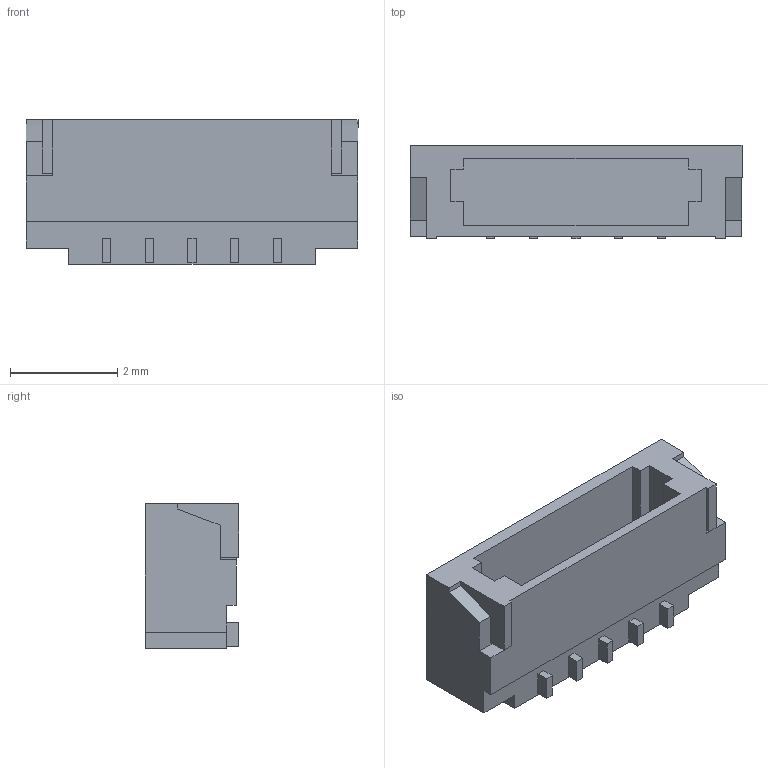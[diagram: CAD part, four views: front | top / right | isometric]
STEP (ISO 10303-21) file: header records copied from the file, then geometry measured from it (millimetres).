
FILE_DESCRIPTION (( 'STEP AP214' ), '1' );
FILE_NAME ('SM05B-SURS-TF.STEP', '2010-06-18T02:03:17', ( ' ' ), ( ' ' ), 'SwSTEP 2.0', 'SolidWorks 2005235', '' );
FILE_SCHEMA (( 'AUTOMOTIVE_DESIGN' ));
Length unit declared in the file: millimetre
Products named in the file (1): SM05B-SURS-TF
Bounding box: 6.2 x 1.75 x 2.7 mm (x, y, z)
Volume: 17.2 mm3; surface area: 84.4 mm2
Topology: 1 solids, 1 shells, 68 faces, 178 edges, 118 vertices
Faces by surface type: plane 68
Entity records: 2817 total; most frequent: CARTESIAN_POINT 365, ORIENTED_EDGE 356, DIRECTION 316, EDGE_CURVE 178, VECTOR 178, LINE 178, VERTEX_POINT 118, EDGE_LOOP 74
